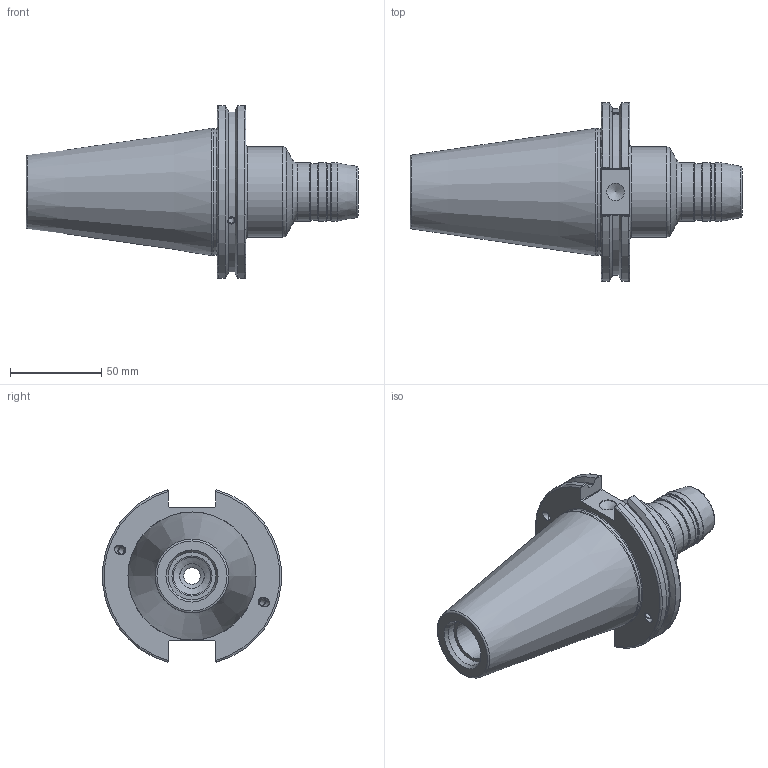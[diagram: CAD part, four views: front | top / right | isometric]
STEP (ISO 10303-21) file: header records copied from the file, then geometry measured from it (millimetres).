
FILE_DESCRIPTION(/* description */ (''),/* implementation_level */ '2;1');
FILE_NAME(/* name */ 'WL066.stp',/* time_stamp */ '2023-03-24T11:36:11+09:00',/* author */ ('eos'),/* organization */ (''),/* preprocessor_version */ 'ST-DEVELOPER v18.1',/* originating_system */ 'Autodesk Inventor 2022',/* authorisation */ '');
FILE_SCHEMA (('AUTOMOTIVE_DESIGN { 1 0 10303 214 3 1 1 }'));
Length unit declared in the file: millimetre
Products named in the file (1): CAT50
Bounding box: 182.1 x 98.06 x 94.69 mm (x, y, z)
Volume: 395828.5 mm3; surface area: 53091 mm2
Topology: 1 solids, 1 shells, 108 faces, 292 edges, 193 vertices
Faces by surface type: plane 37, cylinder 33, cone 19, torus 19
Full cylindrical faces by diameter (mm): 3.242 x4, 4.134 x2, 4.2 x2, 5 x2, 8.917 x1, 9.525 x1, 12 x1, 12.6 x1, 13.5 x1, 20.5 x1, 21.971 x1, 26.2 x1, 31 x2, 32 x3, 49.5 x1, 69.25 x1
Entity records: 3843 total; most frequent: CARTESIAN_POINT 1063, DIRECTION 584, ORIENTED_EDGE 578, EDGE_CURVE 289, AXIS2_PLACEMENT_3D 240, VERTEX_POINT 193, CIRCLE 129, EDGE_LOOP 128
